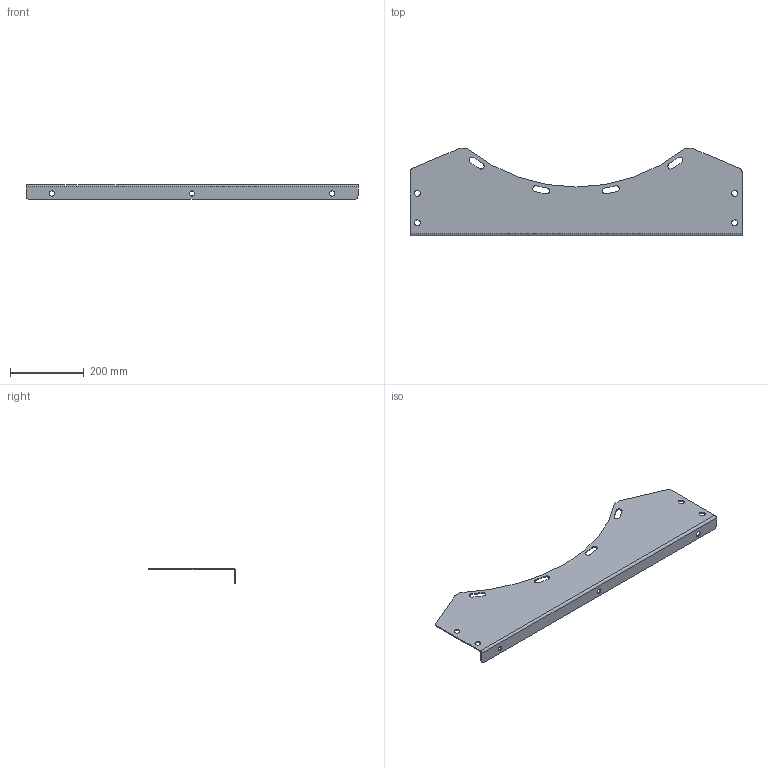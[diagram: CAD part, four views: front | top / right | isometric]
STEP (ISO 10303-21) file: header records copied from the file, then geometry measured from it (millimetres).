
FILE_DESCRIPTION (( 'STEP AP203' ), '1' );
FILE_NAME ('1ST0900_CCst 90.STEP', '2022-02-24T08:46:21', ( '' ), ( '' ), 'SwSTEP 2.0', 'SolidWorks 2018', '' );
FILE_SCHEMA (( 'CONFIG_CONTROL_DESIGN' ));
Length unit declared in the file: millimetre
Products named in the file (1): 1ST0900_CCst 90
Bounding box: 900 x 237 x 40 mm (x, y, z)
Volume: 572423.4 mm3; surface area: 390797.5 mm2
Topology: 1 solids, 1 shells, 63 faces, 175 edges, 114 vertices
Faces by surface type: cylinder 44, plane 19
Entity records: 2174 total; most frequent: DIRECTION 391, CARTESIAN_POINT 353, ORIENTED_EDGE 350, EDGE_CURVE 175, AXIS2_PLACEMENT_3D 152, VERTEX_POINT 114, CIRCLE 88, LINE 87
